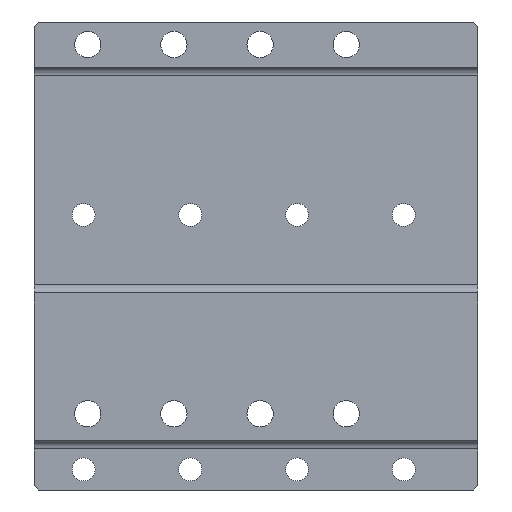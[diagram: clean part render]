
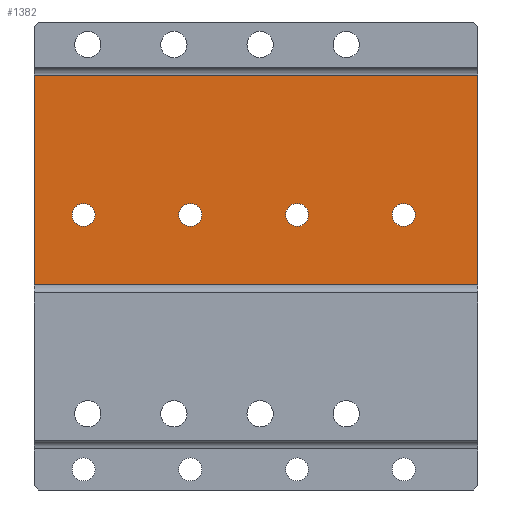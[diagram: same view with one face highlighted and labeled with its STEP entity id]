
A CAD part, front view. The second image highlights one B-rep face of the part: STEP entity #1382.
In plain terms, the highlighted planar face has unit normal (0, -1, 0).
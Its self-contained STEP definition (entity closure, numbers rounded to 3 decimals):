
#21 = CIRCLE ( 'NONE', #1283, 14. ) ;
#34 = CARTESIAN_POINT ( 'NONE',  ( 270., -80., -35. ) ) ;
#56 = ORIENTED_EDGE ( 'NONE', *, *, #743, .T. ) ;
#78 = EDGE_CURVE ( 'NONE', #2287, #1160, #1797, .T. ) ;
#98 = VERTEX_POINT ( 'NONE', #2072 ) ;
#105 = CARTESIAN_POINT ( 'NONE',  ( 270.001, -80., -45. ) ) ;
#122 = CARTESIAN_POINT ( 'NONE',  ( 180., -80., 64. ) ) ;
#181 = CARTESIAN_POINT ( 'NONE',  ( 270., -80., -35. ) ) ;
#204 = CARTESIAN_POINT ( 'NONE',  ( -210., -80., 64. ) ) ;
#211 = LINE ( 'NONE', #1291, #2076 ) ;
#213 = EDGE_CURVE ( 'NONE', #1046, #454, #221, .T. ) ;
#217 = AXIS2_PLACEMENT_3D ( 'NONE', #1365, #993, #2252 ) ;
#221 = CIRCLE ( 'NONE', #1292, 14. ) ;
#222 = ORIENTED_EDGE ( 'NONE', *, *, #293, .T. ) ;
#224 = CIRCLE ( 'NONE', #2214, 14. ) ;
#265 = DIRECTION ( 'NONE',  ( 0., 0., 1. ) ) ;
#284 = ORIENTED_EDGE ( 'NONE', *, *, #78, .T. ) ;
#293 = EDGE_CURVE ( 'NONE', #454, #1046, #2000, .T. ) ;
#309 = VERTEX_POINT ( 'NONE', #727 ) ;
#321 = FACE_OUTER_BOUND ( 'NONE', #1325, .T. ) ;
#334 = ORIENTED_EDGE ( 'NONE', *, *, #915, .T. ) ;
#348 = DIRECTION ( 'NONE',  ( 0., 1., 0. ) ) ;
#371 = LINE ( 'NONE', #611, #1135 ) ;
#381 = LINE ( 'NONE', #2110, #1714 ) ;
#454 = VERTEX_POINT ( 'NONE', #204 ) ;
#473 = ORIENTED_EDGE ( 'NONE', *, *, #213, .T. ) ;
#482 = DIRECTION ( 'NONE',  ( 0., 1., 0. ) ) ;
#493 = EDGE_CURVE ( 'NONE', #2065, #98, #978, .T. ) ;
#579 = AXIS2_PLACEMENT_3D ( 'NONE', #1079, #348, #1261 ) ;
#595 = ORIENTED_EDGE ( 'NONE', *, *, #1088, .T. ) ;
#597 = DIRECTION ( 'NONE',  ( 0., 1., 0. ) ) ;
#611 = CARTESIAN_POINT ( 'NONE',  ( -270., -80., -45. ) ) ;
#636 = CARTESIAN_POINT ( 'NONE',  ( -80., -80., 64. ) ) ;
#641 = AXIS2_PLACEMENT_3D ( 'NONE', #105, #1019, #1919 ) ;
#727 = CARTESIAN_POINT ( 'NONE',  ( -270., -80., -35. ) ) ;
#739 = CARTESIAN_POINT ( 'NONE',  ( -210., -80., 36. ) ) ;
#743 = EDGE_CURVE ( 'NONE', #1398, #1627, #224, .T. ) ;
#784 = DIRECTION ( 'NONE',  ( 0., 0., 1. ) ) ;
#816 = CARTESIAN_POINT ( 'NONE',  ( -270., -80., 220. ) ) ;
#915 = EDGE_CURVE ( 'NONE', #1160, #2287, #1148, .T. ) ;
#941 = CARTESIAN_POINT ( 'NONE',  ( 50., -80., 36. ) ) ;
#944 = CARTESIAN_POINT ( 'NONE',  ( -80., -80., 50. ) ) ;
#966 = EDGE_CURVE ( 'NONE', #1068, #1695, #381, .T. ) ;
#978 = CIRCLE ( 'NONE', #1349, 14. ) ;
#993 = DIRECTION ( 'NONE',  ( 0., 1., 0. ) ) ;
#1004 = PLANE ( 'NONE',  #641 ) ;
#1019 = DIRECTION ( 'NONE',  ( 0., 1., 0. ) ) ;
#1031 = CARTESIAN_POINT ( 'NONE',  ( 50., -80., 50. ) ) ;
#1046 = VERTEX_POINT ( 'NONE', #739 ) ;
#1068 = VERTEX_POINT ( 'NONE', #1613 ) ;
#1075 = EDGE_CURVE ( 'NONE', #1627, #1398, #21, .T. ) ;
#1079 = CARTESIAN_POINT ( 'NONE',  ( -210., -80., 50. ) ) ;
#1088 = EDGE_CURVE ( 'NONE', #98, #2065, #1676, .T. ) ;
#1112 = CARTESIAN_POINT ( 'NONE',  ( 180., -80., 50. ) ) ;
#1135 = VECTOR ( 'NONE', #1864, 1000. ) ;
#1148 = CIRCLE ( 'NONE', #2233, 14. ) ;
#1149 = EDGE_CURVE ( 'NONE', #309, #1695, #2256, .T. ) ;
#1160 = VERTEX_POINT ( 'NONE', #941 ) ;
#1261 = DIRECTION ( 'NONE',  ( 0., 0., 1. ) ) ;
#1264 = CARTESIAN_POINT ( 'NONE',  ( 180., -80., 36. ) ) ;
#1283 = AXIS2_PLACEMENT_3D ( 'NONE', #1112, #1471, #784 ) ;
#1291 = CARTESIAN_POINT ( 'NONE',  ( -270., -80., 220. ) ) ;
#1292 = AXIS2_PLACEMENT_3D ( 'NONE', #2106, #2292, #2300 ) ;
#1293 = ORIENTED_EDGE ( 'NONE', *, *, #493, .T. ) ;
#1300 = CARTESIAN_POINT ( 'NONE',  ( -80., -80., 50. ) ) ;
#1325 = EDGE_LOOP ( 'NONE', ( #2150, #2099, #2264, #1570 ) ) ;
#1349 = AXIS2_PLACEMENT_3D ( 'NONE', #944, #2201, #2210 ) ;
#1365 = CARTESIAN_POINT ( 'NONE',  ( 50., -80., 50. ) ) ;
#1382 = ADVANCED_FACE ( 'NONE', ( #2316, #1448, #2114, #1849, #321 ), #1004, .F. ) ;
#1398 = VERTEX_POINT ( 'NONE', #122 ) ;
#1445 = EDGE_LOOP ( 'NONE', ( #222, #473 ) ) ;
#1448 = FACE_BOUND ( 'NONE', #1995, .T. ) ;
#1457 = DIRECTION ( 'NONE',  ( 1., 0., 0. ) ) ;
#1471 = DIRECTION ( 'NONE',  ( 0., 1., 0. ) ) ;
#1480 = EDGE_LOOP ( 'NONE', ( #284, #334 ) ) ;
#1570 = ORIENTED_EDGE ( 'NONE', *, *, #2207, .T. ) ;
#1603 = DIRECTION ( 'NONE',  ( -1., 0., 0. ) ) ;
#1613 = CARTESIAN_POINT ( 'NONE',  ( 270., -80., 220. ) ) ;
#1627 = VERTEX_POINT ( 'NONE', #1264 ) ;
#1654 = DIRECTION ( 'NONE',  ( 0., 0., 1. ) ) ;
#1676 = CIRCLE ( 'NONE', #1684, 14. ) ;
#1684 = AXIS2_PLACEMENT_3D ( 'NONE', #1300, #597, #1654 ) ;
#1695 = VERTEX_POINT ( 'NONE', #181 ) ;
#1714 = VECTOR ( 'NONE', #2304, 1000. ) ;
#1758 = DIRECTION ( 'NONE',  ( 0., 0., 1. ) ) ;
#1775 = EDGE_LOOP ( 'NONE', ( #56, #2323 ) ) ;
#1797 = CIRCLE ( 'NONE', #217, 14. ) ;
#1849 = FACE_BOUND ( 'NONE', #1775, .T. ) ;
#1864 = DIRECTION ( 'NONE',  ( 0., 0., -1. ) ) ;
#1919 = DIRECTION ( 'NONE',  ( 0., 0., 1. ) ) ;
#1995 = EDGE_LOOP ( 'NONE', ( #1293, #595 ) ) ;
#1998 = VECTOR ( 'NONE', #1457, 1000. ) ;
#2000 = CIRCLE ( 'NONE', #579, 14. ) ;
#2033 = VERTEX_POINT ( 'NONE', #816 ) ;
#2064 = CARTESIAN_POINT ( 'NONE',  ( 50., -80., 64. ) ) ;
#2065 = VERTEX_POINT ( 'NONE', #636 ) ;
#2070 = CARTESIAN_POINT ( 'NONE',  ( 180., -80., 50. ) ) ;
#2072 = CARTESIAN_POINT ( 'NONE',  ( -80., -80., 36. ) ) ;
#2076 = VECTOR ( 'NONE', #1603, 1000. ) ;
#2099 = ORIENTED_EDGE ( 'NONE', *, *, #1149, .T. ) ;
#2104 = DIRECTION ( 'NONE',  ( 0., 1., 0. ) ) ;
#2106 = CARTESIAN_POINT ( 'NONE',  ( -210., -80., 50. ) ) ;
#2110 = CARTESIAN_POINT ( 'NONE',  ( 270., -80., -45. ) ) ;
#2114 = FACE_BOUND ( 'NONE', #1480, .T. ) ;
#2150 = ORIENTED_EDGE ( 'NONE', *, *, #2291, .T. ) ;
#2201 = DIRECTION ( 'NONE',  ( 0., 1., 0. ) ) ;
#2207 = EDGE_CURVE ( 'NONE', #1068, #2033, #211, .T. ) ;
#2210 = DIRECTION ( 'NONE',  ( 0., 0., 1. ) ) ;
#2214 = AXIS2_PLACEMENT_3D ( 'NONE', #2070, #2104, #265 ) ;
#2233 = AXIS2_PLACEMENT_3D ( 'NONE', #1031, #482, #1758 ) ;
#2252 = DIRECTION ( 'NONE',  ( 0., 0., 1. ) ) ;
#2256 = LINE ( 'NONE', #34, #1998 ) ;
#2264 = ORIENTED_EDGE ( 'NONE', *, *, #966, .F. ) ;
#2287 = VERTEX_POINT ( 'NONE', #2064 ) ;
#2291 = EDGE_CURVE ( 'NONE', #2033, #309, #371, .T. ) ;
#2292 = DIRECTION ( 'NONE',  ( 0., 1., 0. ) ) ;
#2300 = DIRECTION ( 'NONE',  ( 0., 0., 1. ) ) ;
#2304 = DIRECTION ( 'NONE',  ( 0., 0., -1. ) ) ;
#2316 = FACE_BOUND ( 'NONE', #1445, .T. ) ;
#2323 = ORIENTED_EDGE ( 'NONE', *, *, #1075, .T. ) ;
